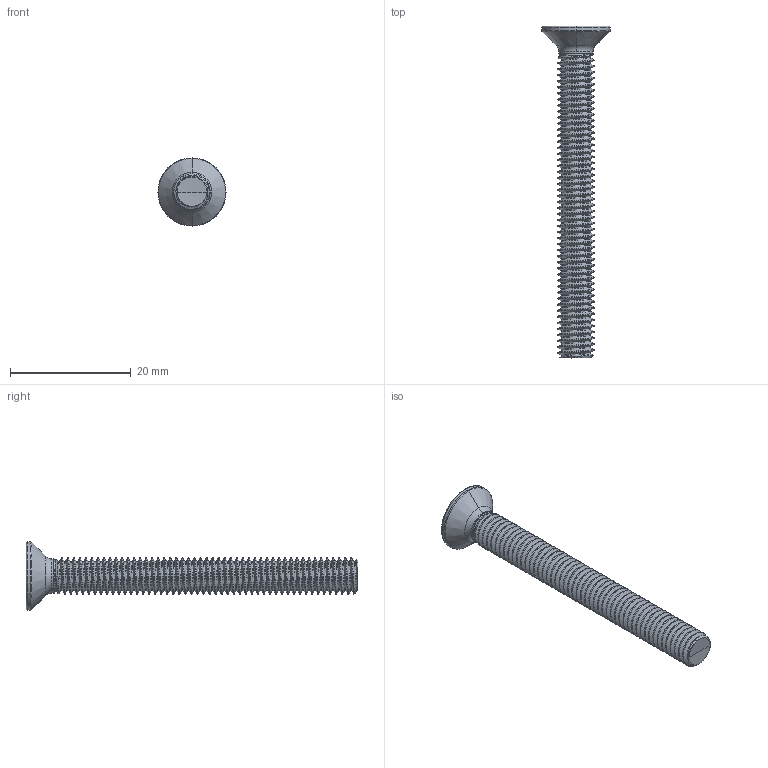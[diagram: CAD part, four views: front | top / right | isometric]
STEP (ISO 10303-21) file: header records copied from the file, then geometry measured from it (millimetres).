
FILE_DESCRIPTION (( 'STEP AP203' ), '1' );
FILE_NAME ('STM410600550.STEP', '2020-12-18T17:45:02', ( '' ), ( '' ), 'SwSTEP 2.0', 'SolidWorks 2015', '' );
FILE_SCHEMA (( 'CONFIG_CONTROL_DESIGN' ));
Length unit declared in the file: millimetre
Products named in the file (2): STM410600550
Bounding box: 11.3 x 55 x 11.3 mm (x, y, z)
Volume: 1376.5 mm3; surface area: 1728 mm2
Topology: 1 solids, 1 shells, 173 faces, 482 edges, 310 vertices
Faces by surface type: cylinder 125, bspline 18, cone 14, torus 9, plane 5, sphere 2
Entity records: 33441 total; most frequent: CARTESIAN_POINT 29647, ORIENTED_EDGE 960, DIRECTION 573, EDGE_CURVE 480, VERTEX_POINT 310, AXIS2_PLACEMENT_3D 217, EDGE_LOOP 174, ADVANCED_FACE 173
